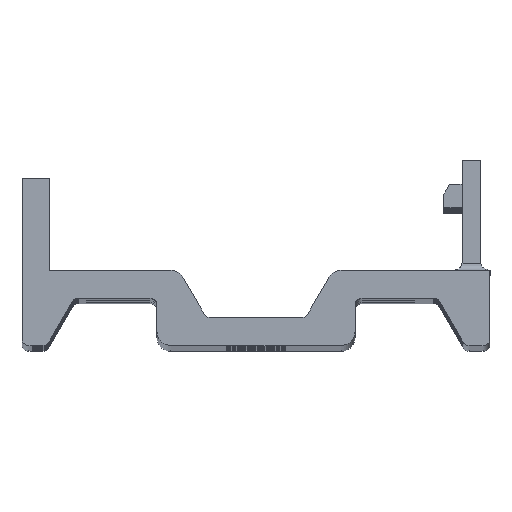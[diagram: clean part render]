
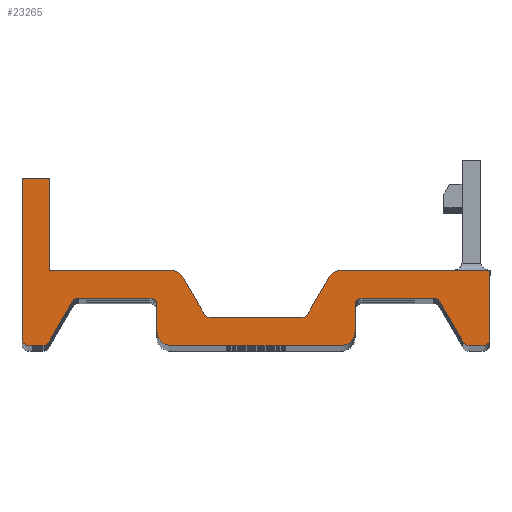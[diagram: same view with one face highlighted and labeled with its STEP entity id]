
A CAD part, top view. The second image highlights one B-rep face of the part: STEP entity #23265.
In plain terms, the highlighted planar face has unit normal (0, 0, 1).
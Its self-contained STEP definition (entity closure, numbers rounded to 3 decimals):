
#69=DIRECTION('',(0.,1.,0.));
#70=VECTOR('',#69,6.6);
#71=CARTESIAN_POINT('',(-14.775,5.4,98.));
#72=LINE('',#71,#70);
#557=DIRECTION('',(1.,0.,0.));
#558=VECTOR('',#557,2.);
#559=CARTESIAN_POINT('',(-16.775,12.,98.));
#560=LINE('',#559,#558);
#565=DIRECTION('',(0.,-1.,0.));
#566=VECTOR('',#565,11.5);
#567=CARTESIAN_POINT('',(-16.775,12.,98.));
#568=LINE('',#567,#566);
#845=CARTESIAN_POINT('',(-16.275,0.5,98.));
#846=DIRECTION('',(0.,0.,-1.));
#847=DIRECTION('',(0.,-1.,0.));
#848=AXIS2_PLACEMENT_3D('',#845,#846,#847);
#863=DIRECTION('',(1.,0.,0.));
#864=VECTOR('',#863,1.);
#865=CARTESIAN_POINT('',(-16.275,0.,98.));
#866=LINE('',#865,#864);
#1071=CARTESIAN_POINT('',(-15.275,0.5,98.));
#1072=DIRECTION('',(0.,0.,-1.));
#1073=DIRECTION('',(0.866,-0.5,0.));
#1074=AXIS2_PLACEMENT_3D('',#1071,#1072,#1073);
#1089=DIRECTION('',(0.5,0.866,0.));
#1090=VECTOR('',#1089,3.349);
#1091=CARTESIAN_POINT('',(-14.842,0.25,98.));
#1092=LINE('',#1091,#1090);
#1097=CARTESIAN_POINT('',(-12.735,2.9,98.));
#1098=DIRECTION('',(0.,0.,1.));
#1099=DIRECTION('',(0.,1.,0.));
#1100=AXIS2_PLACEMENT_3D('',#1097,#1098,#1099);
#1115=DIRECTION('',(1.,0.,0.));
#1116=VECTOR('',#1115,5.135);
#1117=CARTESIAN_POINT('',(-12.735,3.4,98.));
#1118=LINE('',#1117,#1116);
#1507=CARTESIAN_POINT('',(-7.6,2.9,98.));
#1508=DIRECTION('',(0.,0.,1.));
#1509=DIRECTION('',(1.,0.,0.));
#1510=AXIS2_PLACEMENT_3D('',#1507,#1508,#1509);
#1520=DIRECTION('',(0.,-1.,0.));
#1521=VECTOR('',#1520,1.9);
#1522=CARTESIAN_POINT('',(-7.1,2.9,98.));
#1523=LINE('',#1522,#1521);
#1540=CARTESIAN_POINT('',(-6.1,1.,98.));
#1541=DIRECTION('',(0.,0.,-1.));
#1542=DIRECTION('',(0.,-1.,0.));
#1543=AXIS2_PLACEMENT_3D('',#1540,#1541,#1542);
#1558=DIRECTION('',(1.,0.,0.));
#1559=VECTOR('',#1558,12.2);
#1560=CARTESIAN_POINT('',(-6.1,0.,98.));
#1561=LINE('',#1560,#1559);
#1804=CARTESIAN_POINT('',(6.1,1.,98.));
#1805=DIRECTION('',(0.,0.,-1.));
#1806=DIRECTION('',(1.,0.,0.));
#1807=AXIS2_PLACEMENT_3D('',#1804,#1805,#1806);
#1822=DIRECTION('',(0.,1.,0.));
#1823=VECTOR('',#1822,1.9);
#1824=CARTESIAN_POINT('',(7.1,1.,98.));
#1825=LINE('',#1824,#1823);
#1842=CARTESIAN_POINT('',(7.6,2.9,98.));
#1843=DIRECTION('',(0.,0.,1.));
#1844=DIRECTION('',(0.,1.,0.));
#1845=AXIS2_PLACEMENT_3D('',#1842,#1843,#1844);
#1855=DIRECTION('',(1.,0.,0.));
#1856=VECTOR('',#1855,5.135);
#1857=CARTESIAN_POINT('',(7.6,3.4,98.));
#1858=LINE('',#1857,#1856);
#2111=CARTESIAN_POINT('',(12.735,2.9,98.));
#2112=DIRECTION('',(0.,0.,-1.));
#2113=DIRECTION('',(0.,1.,0.));
#2114=AXIS2_PLACEMENT_3D('',#2111,#2112,#2113);
#2129=DIRECTION('',(0.5,-0.866,0.));
#2130=VECTOR('',#2129,3.349);
#2131=CARTESIAN_POINT('',(13.168,3.15,98.));
#2132=LINE('',#2131,#2130);
#2137=CARTESIAN_POINT('',(15.275,0.5,98.));
#2138=DIRECTION('',(0.,0.,-1.));
#2139=DIRECTION('',(0.,-1.,0.));
#2140=AXIS2_PLACEMENT_3D('',#2137,#2138,#2139);
#2219=DIRECTION('',(1.,0.,0.));
#2220=VECTOR('',#2219,1.);
#2221=CARTESIAN_POINT('',(15.275,0.,98.));
#2222=LINE('',#2221,#2220);
#2223=CARTESIAN_POINT('',(16.275,0.5,98.));
#2224=DIRECTION('',(0.,0.,-1.));
#2225=DIRECTION('',(1.,0.,0.));
#2226=AXIS2_PLACEMENT_3D('',#2223,#2224,#2225);
#2241=DIRECTION('',(0.,1.,0.));
#2242=VECTOR('',#2241,4.9);
#2243=CARTESIAN_POINT('',(16.775,0.5,98.));
#2244=LINE('',#2243,#2242);
#2245=DIRECTION('',(-1.,0.,0.));
#2246=VECTOR('',#2245,10.675);
#2247=CARTESIAN_POINT('',(16.775,5.4,98.));
#2248=LINE('',#2247,#2246);
#2589=CARTESIAN_POINT('',(6.1,4.4,98.));
#2590=DIRECTION('',(0.,0.,-1.));
#2591=DIRECTION('',(-0.866,0.5,0.));
#2592=AXIS2_PLACEMENT_3D('',#2589,#2590,#2591);
#2671=DIRECTION('',(-0.5,-0.866,0.));
#2672=VECTOR('',#2671,3.06);
#2673=CARTESIAN_POINT('',(5.234,4.9,98.));
#2674=LINE('',#2673,#2672);
#2679=CARTESIAN_POINT('',(3.271,2.5,98.));
#2680=DIRECTION('',(0.,0.,1.));
#2681=DIRECTION('',(0.,-1.,0.));
#2682=AXIS2_PLACEMENT_3D('',#2679,#2680,#2681);
#2697=DIRECTION('',(-1.,0.,0.));
#2698=VECTOR('',#2697,6.542);
#2699=CARTESIAN_POINT('',(3.271,2.,98.));
#2700=LINE('',#2699,#2698);
#2706=CARTESIAN_POINT('',(-3.271,2.5,98.));
#2707=DIRECTION('',(0.,0.,-1.));
#2708=DIRECTION('',(0.,-1.,0.));
#2709=AXIS2_PLACEMENT_3D('',#2706,#2707,#2708);
#2724=DIRECTION('',(-0.5,0.866,0.));
#2725=VECTOR('',#2724,3.06);
#2726=CARTESIAN_POINT('',(-3.704,2.25,98.));
#2727=LINE('',#2726,#2725);
#2732=CARTESIAN_POINT('',(-6.1,4.4,98.));
#2733=DIRECTION('',(0.,0.,-1.));
#2734=DIRECTION('',(0.,1.,0.));
#2735=AXIS2_PLACEMENT_3D('',#2732,#2733,#2734);
#2814=DIRECTION('',(-1.,0.,0.));
#2815=VECTOR('',#2814,8.675);
#2816=CARTESIAN_POINT('',(-6.1,5.4,98.));
#2817=LINE('',#2816,#2815);
#22772=CARTESIAN_POINT('',(-16.775,12.,98.));
#22773=CARTESIAN_POINT('',(-16.775,0.5,98.));
#22774=VERTEX_POINT('',#22772);
#22775=VERTEX_POINT('',#22773);
#22776=CARTESIAN_POINT('',(-16.275,0.,98.));
#22777=CARTESIAN_POINT('',(-15.275,0.,98.));
#22778=VERTEX_POINT('',#22776);
#22779=VERTEX_POINT('',#22777);
#22780=CARTESIAN_POINT('',(-12.735,3.4,98.));
#22781=CARTESIAN_POINT('',(-7.6,3.4,98.));
#22782=VERTEX_POINT('',#22780);
#22783=VERTEX_POINT('',#22781);
#22784=CARTESIAN_POINT('',(-7.1,2.9,98.));
#22785=CARTESIAN_POINT('',(-7.1,1.,98.));
#22786=VERTEX_POINT('',#22784);
#22787=VERTEX_POINT('',#22785);
#22788=CARTESIAN_POINT('',(-6.1,0.,98.));
#22789=CARTESIAN_POINT('',(6.1,0.,98.));
#22790=VERTEX_POINT('',#22788);
#22791=VERTEX_POINT('',#22789);
#22792=CARTESIAN_POINT('',(7.1,1.,98.));
#22793=CARTESIAN_POINT('',(7.1,2.9,98.));
#22794=VERTEX_POINT('',#22792);
#22795=VERTEX_POINT('',#22793);
#22796=CARTESIAN_POINT('',(7.6,3.4,98.));
#22797=CARTESIAN_POINT('',(12.735,3.4,98.));
#22798=VERTEX_POINT('',#22796);
#22799=VERTEX_POINT('',#22797);
#22800=CARTESIAN_POINT('',(15.275,0.,98.));
#22801=CARTESIAN_POINT('',(16.275,0.,98.));
#22802=VERTEX_POINT('',#22800);
#22803=VERTEX_POINT('',#22801);
#22804=CARTESIAN_POINT('',(16.775,0.5,98.));
#22805=CARTESIAN_POINT('',(16.775,5.4,98.));
#22806=VERTEX_POINT('',#22804);
#22807=VERTEX_POINT('',#22805);
#22808=CARTESIAN_POINT('',(6.1,5.4,98.));
#22809=VERTEX_POINT('',#22808);
#22810=CARTESIAN_POINT('',(3.271,2.,98.));
#22811=CARTESIAN_POINT('',(-3.271,2.,98.));
#22812=VERTEX_POINT('',#22810);
#22813=VERTEX_POINT('',#22811);
#22814=CARTESIAN_POINT('',(-6.1,5.4,98.));
#22815=CARTESIAN_POINT('',(-14.775,5.4,98.));
#22816=VERTEX_POINT('',#22814);
#22817=VERTEX_POINT('',#22815);
#22818=CARTESIAN_POINT('',(-14.775,12.,98.));
#22819=VERTEX_POINT('',#22818);
#22820=CARTESIAN_POINT('',(-5.234,4.9,98.));
#22821=VERTEX_POINT('',#22820);
#22822=CARTESIAN_POINT('',(5.234,4.9,98.));
#22823=VERTEX_POINT('',#22822);
#22824=CARTESIAN_POINT('',(14.842,0.25,98.));
#22825=VERTEX_POINT('',#22824);
#22826=CARTESIAN_POINT('',(-14.842,0.25,98.));
#22827=VERTEX_POINT('',#22826);
#22828=CARTESIAN_POINT('',(13.168,3.15,98.));
#22829=VERTEX_POINT('',#22828);
#22830=CARTESIAN_POINT('',(3.704,2.25,98.));
#22831=VERTEX_POINT('',#22830);
#22832=CARTESIAN_POINT('',(-3.704,2.25,98.));
#22833=VERTEX_POINT('',#22832);
#22834=CARTESIAN_POINT('',(-13.168,3.15,98.));
#22835=VERTEX_POINT('',#22834);
#23195=CARTESIAN_POINT('',(16.775,13.25,98.));
#23196=DIRECTION('',(0.,0.,-1.));
#23197=DIRECTION('',(-1.,0.,0.));
#23198=AXIS2_PLACEMENT_3D('',#23195,#23196,#23197);
#23199=PLANE('',#23198);
#23201=ORIENTED_EDGE('',*,*,#23200,.T.);
#23202=ORIENTED_EDGE('',*,*,#22913,.F.);
#23204=ORIENTED_EDGE('',*,*,#23203,.F.);
#23206=ORIENTED_EDGE('',*,*,#23205,.T.);
#23208=ORIENTED_EDGE('',*,*,#23207,.F.);
#23210=ORIENTED_EDGE('',*,*,#23209,.F.);
#23212=ORIENTED_EDGE('',*,*,#23211,.F.);
#23214=ORIENTED_EDGE('',*,*,#23213,.T.);
#23216=ORIENTED_EDGE('',*,*,#23215,.F.);
#23218=ORIENTED_EDGE('',*,*,#23217,.T.);
#23220=ORIENTED_EDGE('',*,*,#23219,.F.);
#23222=ORIENTED_EDGE('',*,*,#23221,.F.);
#23224=ORIENTED_EDGE('',*,*,#23223,.T.);
#23226=ORIENTED_EDGE('',*,*,#23225,.F.);
#23228=ORIENTED_EDGE('',*,*,#23227,.T.);
#23230=ORIENTED_EDGE('',*,*,#23229,.F.);
#23232=ORIENTED_EDGE('',*,*,#23231,.F.);
#23234=ORIENTED_EDGE('',*,*,#23233,.F.);
#23236=ORIENTED_EDGE('',*,*,#23235,.T.);
#23238=ORIENTED_EDGE('',*,*,#23237,.F.);
#23240=ORIENTED_EDGE('',*,*,#23239,.T.);
#23242=ORIENTED_EDGE('',*,*,#23241,.F.);
#23244=ORIENTED_EDGE('',*,*,#23243,.T.);
#23246=ORIENTED_EDGE('',*,*,#23245,.F.);
#23248=ORIENTED_EDGE('',*,*,#23247,.T.);
#23250=ORIENTED_EDGE('',*,*,#23249,.F.);
#23252=ORIENTED_EDGE('',*,*,#23251,.T.);
#23254=ORIENTED_EDGE('',*,*,#23253,.F.);
#23256=ORIENTED_EDGE('',*,*,#23255,.T.);
#23258=ORIENTED_EDGE('',*,*,#23257,.F.);
#23260=ORIENTED_EDGE('',*,*,#23259,.T.);
#23262=ORIENTED_EDGE('',*,*,#23261,.F.);
#23263=EDGE_LOOP('',(#23201,#23202,#23204,#23206,#23208,#23210,#23212,#23214,
#23216,#23218,#23220,#23222,#23224,#23226,#23228,#23230,#23232,#23234,#23236,
#23238,#23240,#23242,#23244,#23246,#23248,#23250,#23252,#23254,#23256,#23258,
#23260,#23262));
#23264=FACE_OUTER_BOUND('',#23263,.F.);
#23265=ADVANCED_FACE('',(#23264),#23199,.F.);
#849=CIRCLE('',#848,0.5);
#1075=CIRCLE('',#1074,0.5);
#1101=CIRCLE('',#1100,0.5);
#1511=CIRCLE('',#1510,0.5);
#1544=CIRCLE('',#1543,1.);
#1808=CIRCLE('',#1807,1.);
#1846=CIRCLE('',#1845,0.5);
#2115=CIRCLE('',#2114,0.5);
#2141=CIRCLE('',#2140,0.5);
#2227=CIRCLE('',#2226,0.5);
#2593=CIRCLE('',#2592,1.);
#2683=CIRCLE('',#2682,0.5);
#2710=CIRCLE('',#2709,0.5);
#2736=CIRCLE('',#2735,1.);
#22913=EDGE_CURVE('',#22817,#22819,#72,.T.);
#23200=EDGE_CURVE('',#22774,#22819,#560,.T.);
#23203=EDGE_CURVE('',#22816,#22817,#2817,.T.);
#23205=EDGE_CURVE('',#22816,#22821,#2736,.T.);
#23207=EDGE_CURVE('',#22833,#22821,#2727,.T.);
#23209=EDGE_CURVE('',#22813,#22833,#2710,.T.);
#23211=EDGE_CURVE('',#22812,#22813,#2700,.T.);
#23213=EDGE_CURVE('',#22812,#22831,#2683,.T.);
#23215=EDGE_CURVE('',#22823,#22831,#2674,.T.);
#23217=EDGE_CURVE('',#22823,#22809,#2593,.T.);
#23219=EDGE_CURVE('',#22807,#22809,#2248,.T.);
#23221=EDGE_CURVE('',#22806,#22807,#2244,.T.);
#23223=EDGE_CURVE('',#22806,#22803,#2227,.T.);
#23225=EDGE_CURVE('',#22802,#22803,#2222,.T.);
#23227=EDGE_CURVE('',#22802,#22825,#2141,.T.);
#23229=EDGE_CURVE('',#22829,#22825,#2132,.T.);
#23231=EDGE_CURVE('',#22799,#22829,#2115,.T.);
#23233=EDGE_CURVE('',#22798,#22799,#1858,.T.);
#23235=EDGE_CURVE('',#22798,#22795,#1846,.T.);
#23237=EDGE_CURVE('',#22794,#22795,#1825,.T.);
#23239=EDGE_CURVE('',#22794,#22791,#1808,.T.);
#23241=EDGE_CURVE('',#22790,#22791,#1561,.T.);
#23243=EDGE_CURVE('',#22790,#22787,#1544,.T.);
#23245=EDGE_CURVE('',#22786,#22787,#1523,.T.);
#23247=EDGE_CURVE('',#22786,#22783,#1511,.T.);
#23249=EDGE_CURVE('',#22782,#22783,#1118,.T.);
#23251=EDGE_CURVE('',#22782,#22835,#1101,.T.);
#23253=EDGE_CURVE('',#22827,#22835,#1092,.T.);
#23255=EDGE_CURVE('',#22827,#22779,#1075,.T.);
#23257=EDGE_CURVE('',#22778,#22779,#866,.T.);
#23259=EDGE_CURVE('',#22778,#22775,#849,.T.);
#23261=EDGE_CURVE('',#22774,#22775,#568,.T.);
